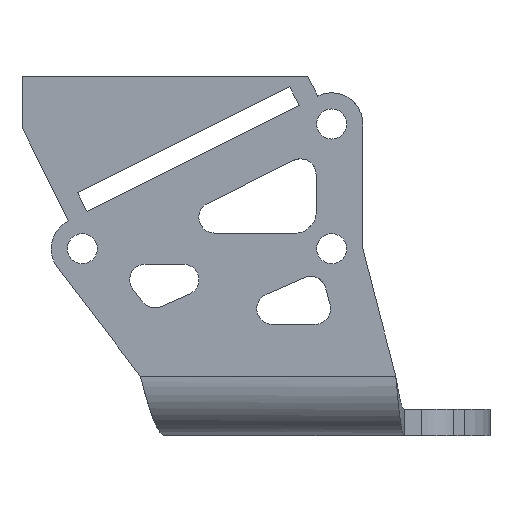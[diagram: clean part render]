
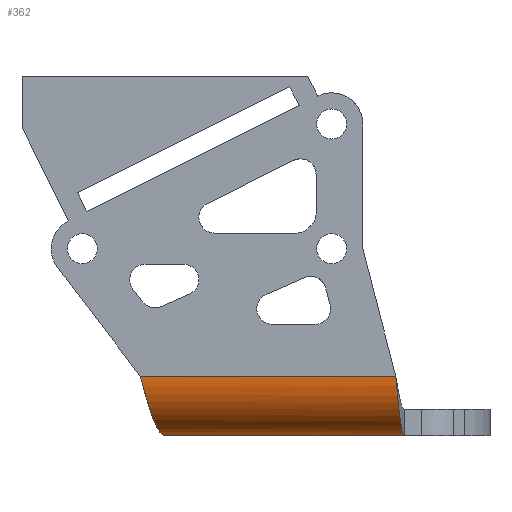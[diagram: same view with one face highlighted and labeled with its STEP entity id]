
A CAD part, left-side view. The second image highlights one B-rep face of the part: STEP entity #362.
In plain terms, the highlighted cylindrical face has radius 5.715 mm (diameter 11.43 mm), a partial arc.
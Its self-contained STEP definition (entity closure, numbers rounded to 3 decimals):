
#100 = VERTEX_POINT ( 'NONE', #2020 ) ;
#104 = CARTESIAN_POINT ( 'NONE',  ( -14.587, 21.007, 413.854 ) ) ;
#155 = CARTESIAN_POINT ( 'NONE',  ( -16.069, 21.612, 415.546 ) ) ;
#276 = EDGE_CURVE ( 'NONE', #1054, #2822, #390, .T. ) ;
#354 = VECTOR ( 'NONE', #2595, 1000. ) ;
#362 = ADVANCED_FACE ( 'NONE', ( #2834 ), #3880, .T. ) ;
#390 = B_SPLINE_CURVE_WITH_KNOTS ( 'NONE', 3,
 ( #1806, #1892, #1856, #4237, #104, #469, #155, #1203, #4257, #2504 ),
 .UNSPECIFIED., .F., .F.,
 ( 4, 2, 2, 2, 4 ),
 ( 0., 0.25, 0.5, 0.75, 1. ),
 .UNSPECIFIED. ) ;
#453 = CARTESIAN_POINT ( 'NONE',  ( -16.79, -2.247, 417.676 ) ) ;
#469 = CARTESIAN_POINT ( 'NONE',  ( -15.645, 21.41, 414.912 ) ) ;
#766 = CARTESIAN_POINT ( 'NONE',  ( -11.075, -3., 412.709 ) ) ;
#792 = CARTESIAN_POINT ( 'NONE',  ( -15.645, -2.521, 414.912 ) ) ;
#1013 = CARTESIAN_POINT ( 'NONE',  ( -16.79, 22.417, 418.424 ) ) ;
#1054 = VERTEX_POINT ( 'NONE', #2236 ) ;
#1078 = CARTESIAN_POINT ( 'NONE',  ( -16.641, -2.315, 416.928 ) ) ;
#1156 = DIRECTION ( 'NONE',  ( 0., -1., 0. ) ) ;
#1203 = CARTESIAN_POINT ( 'NONE',  ( -16.641, 22.014, 416.928 ) ) ;
#1420 = ORIENTED_EDGE ( 'NONE', *, *, #3779, .F. ) ;
#1726 = CARTESIAN_POINT ( 'NONE',  ( -11.075, -3., 412.709 ) ) ;
#1806 = CARTESIAN_POINT ( 'NONE',  ( -11.075, 20., 412.709 ) ) ;
#1829 = CARTESIAN_POINT ( 'NONE',  ( -11.075, -3., 418.424 ) ) ;
#1853 = VERTEX_POINT ( 'NONE', #2002 ) ;
#1856 = CARTESIAN_POINT ( 'NONE',  ( -12.571, 20.403, 412.858 ) ) ;
#1892 = CARTESIAN_POINT ( 'NONE',  ( -11.823, 20.201, 412.709 ) ) ;
#1904 = ORIENTED_EDGE ( 'NONE', *, *, #2317, .F. ) ;
#2002 = CARTESIAN_POINT ( 'NONE',  ( -16.79, -2.179, 418.424 ) ) ;
#2020 = CARTESIAN_POINT ( 'NONE',  ( -11.075, -3., 412.709 ) ) ;
#2080 = CARTESIAN_POINT ( 'NONE',  ( -16.069, -2.452, 415.546 ) ) ;
#2125 = CARTESIAN_POINT ( 'NONE',  ( -16.79, -2.179, 418.424 ) ) ;
#2159 = ORIENTED_EDGE ( 'NONE', *, *, #276, .F. ) ;
#2236 = CARTESIAN_POINT ( 'NONE',  ( -11.075, 20., 412.709 ) ) ;
#2308 = CARTESIAN_POINT ( 'NONE',  ( -16.79, 4., 418.424 ) ) ;
#2317 = EDGE_CURVE ( 'NONE', #100, #1054, #3483, .T. ) ;
#2504 = CARTESIAN_POINT ( 'NONE',  ( -16.79, 22.417, 418.424 ) ) ;
#2580 = B_SPLINE_CURVE_WITH_KNOTS ( 'NONE', 3,
 ( #2125, #453, #1078, #2080, #792, #3204, #4220, #3820, #3840, #766 ),
 .UNSPECIFIED., .F., .F.,
 ( 4, 2, 2, 2, 4 ),
 ( 0., 0.25, 0.5, 0.75, 1. ),
 .UNSPECIFIED. ) ;
#2595 = DIRECTION ( 'NONE',  ( 0., -1., 0. ) ) ;
#2684 = EDGE_LOOP ( 'NONE', ( #1904, #3094, #1420, #2159 ) ) ;
#2754 = DIRECTION ( 'NONE',  ( 0., 1., 0. ) ) ;
#2759 = VECTOR ( 'NONE', #2754, 1000. ) ;
#2822 = VERTEX_POINT ( 'NONE', #1013 ) ;
#2834 = FACE_OUTER_BOUND ( 'NONE', #2684, .T. ) ;
#3094 = ORIENTED_EDGE ( 'NONE', *, *, #4017, .F. ) ;
#3204 = CARTESIAN_POINT ( 'NONE',  ( -14.587, -2.658, 413.854 ) ) ;
#3483 = LINE ( 'NONE', #1726, #2759 ) ;
#3611 = LINE ( 'NONE', #2308, #354 ) ;
#3705 = AXIS2_PLACEMENT_3D ( 'NONE', #1829, #1156, #4217 ) ;
#3779 = EDGE_CURVE ( 'NONE', #2822, #1853, #3611, .T. ) ;
#3820 = CARTESIAN_POINT ( 'NONE',  ( -12.571, -2.863, 412.858 ) ) ;
#3840 = CARTESIAN_POINT ( 'NONE',  ( -11.823, -2.932, 412.709 ) ) ;
#3880 = CYLINDRICAL_SURFACE ( 'NONE', #3705, 5.715 ) ;
#4017 = EDGE_CURVE ( 'NONE', #1853, #100, #2580, .T. ) ;
#4217 = DIRECTION ( 'NONE',  ( -1., 0., 0. ) ) ;
#4220 = CARTESIAN_POINT ( 'NONE',  ( -13.953, -2.726, 413.43 ) ) ;
#4237 = CARTESIAN_POINT ( 'NONE',  ( -13.953, 20.806, 413.43 ) ) ;
#4257 = CARTESIAN_POINT ( 'NONE',  ( -16.79, 22.216, 417.676 ) ) ;
